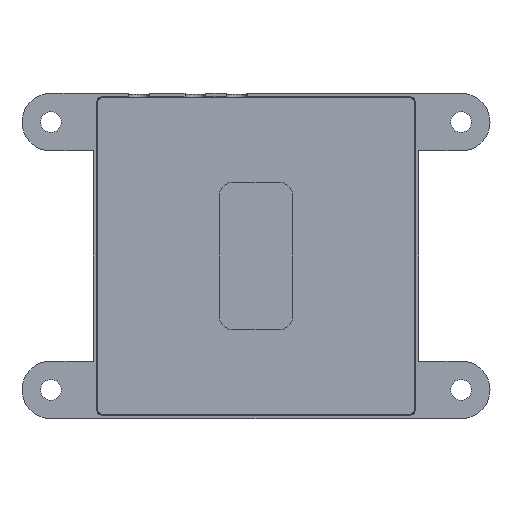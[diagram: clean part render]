
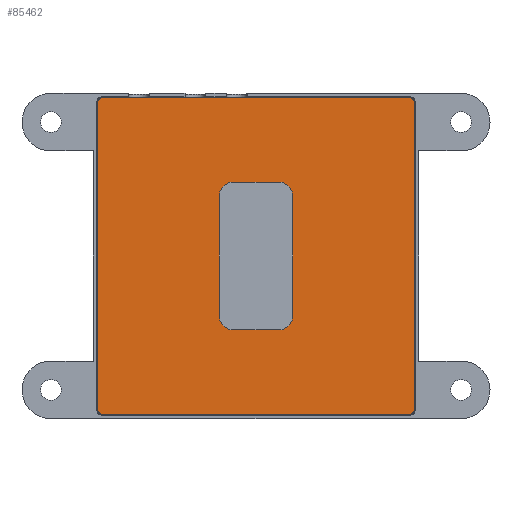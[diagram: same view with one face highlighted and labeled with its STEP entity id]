
A CAD part, front view. The second image highlights one B-rep face of the part: STEP entity #85462.
In plain terms, the highlighted planar face has unit normal (0, -1, 0).
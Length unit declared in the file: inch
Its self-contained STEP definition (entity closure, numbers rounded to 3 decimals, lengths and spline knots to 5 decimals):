
#504 = CARTESIAN_POINT ( 'NONE',  ( -1.07, 0., 1.05675 ) ) ;
#1204 = CARTESIAN_POINT ( 'NONE',  ( -1.03801, 0., -1.07 ) ) ;
#1830 = ORIENTED_EDGE ( 'NONE', *, *, #40029, .T. ) ;
#2232 = CARTESIAN_POINT ( 'NONE',  ( 1.03801, 0., 1.07 ) ) ;
#2405 = EDGE_CURVE ( 'NONE', #26074, #29825, #18961, .T. ) ;
#4966 = DIRECTION ( 'NONE',  ( 0., 0., 1. ) ) ;
#7433 = LINE ( 'NONE', #59988, #81447 ) ;
#7710 = CARTESIAN_POINT ( 'NONE',  ( 1.03801, 0., 1.07 ) ) ;
#8028 = LINE ( 'NONE', #57764, #84354 ) ;
#8811 = CARTESIAN_POINT ( 'NONE',  ( 1.07, 0., 1.03801 ) ) ;
#8936 = EDGE_CURVE ( 'NONE', #27250, #64701, #13515, .T. ) ;
#9913 = DIRECTION ( 'NONE',  ( 0., 0., 1. ) ) ;
#13080 = EDGE_LOOP ( 'NONE', ( #43937, #46438, #89053, #25994, #65229, #71359, #53741, #1830 ) ) ;
#13263 =( BOUNDED_CURVE ( )  B_SPLINE_CURVE ( 3, ( #75637, #24175, #46182, #52984 ),
 .UNSPECIFIED., .F., .F. ) 
 B_SPLINE_CURVE_WITH_KNOTS ( ( 4, 4 ),
 ( 5.49813, 7.06824 ),
 .UNSPECIFIED. ) 
 CURVE ( )  GEOMETRIC_REPRESENTATION_ITEM ( )  RATIONAL_B_SPLINE_CURVE ( ( 1., 0.805, 0.805, 1. ) ) 
 REPRESENTATION_ITEM ( '' )  );
#13515 =( BOUNDED_CURVE ( )  B_SPLINE_CURVE ( 3, ( #90060, #81712, #44832, #1204 ),
 .UNSPECIFIED., .F., .F. ) 
 B_SPLINE_CURVE_WITH_KNOTS ( ( 4, 4 ),
 ( 5.49813, 7.06824 ),
 .UNSPECIFIED. ) 
 CURVE ( )  GEOMETRIC_REPRESENTATION_ITEM ( )  RATIONAL_B_SPLINE_CURVE ( ( 1., 0.805, 0.805, 1. ) ) 
 REPRESENTATION_ITEM ( '' )  );
#14169 = CARTESIAN_POINT ( 'NONE',  ( 1.05675, 0., 1.07 ) ) ;
#17390 = EDGE_CURVE ( 'NONE', #86414, #29825, #7433, .T. ) ;
#18961 =( BOUNDED_CURVE ( )  B_SPLINE_CURVE ( 3, ( #22178, #29601, #14169, #7710 ),
 .UNSPECIFIED., .F., .T. ) 
 B_SPLINE_CURVE_WITH_KNOTS ( ( 4, 4 ),
 ( 5.49813, 7.06824 ),
 .UNSPECIFIED. ) 
 CURVE ( )  GEOMETRIC_REPRESENTATION_ITEM ( )  RATIONAL_B_SPLINE_CURVE ( ( 1., 0.805, 0.805, 1. ) ) 
 REPRESENTATION_ITEM ( '' )  );
#21211 = EDGE_CURVE ( 'NONE', #27250, #40651, #57199, .T. ) ;
#22178 = CARTESIAN_POINT ( 'NONE',  ( 1.07, 0., 1.03801 ) ) ;
#22567 = AXIS2_PLACEMENT_3D ( 'NONE', #85416, #56925, #4966 ) ;
#23999 = CARTESIAN_POINT ( 'NONE',  ( 1.07, 0., -1.03801 ) ) ;
#24040 = FACE_OUTER_BOUND ( 'NONE', #13080, .T. ) ;
#24175 = CARTESIAN_POINT ( 'NONE',  ( 1.05675, 0., -1.07 ) ) ;
#25994 = ORIENTED_EDGE ( 'NONE', *, *, #75343, .T. ) ;
#26074 = VERTEX_POINT ( 'NONE', #8811 ) ;
#27250 = VERTEX_POINT ( 'NONE', #31704 ) ;
#28791 = CARTESIAN_POINT ( 'NONE',  ( 1.03801, 0., -1.07 ) ) ;
#29529 = CARTESIAN_POINT ( 'NONE',  ( -1.03801, 0., 1.07 ) ) ;
#29601 = CARTESIAN_POINT ( 'NONE',  ( 1.07, 0., 1.05675 ) ) ;
#29825 = VERTEX_POINT ( 'NONE', #2232 ) ;
#31704 = CARTESIAN_POINT ( 'NONE',  ( -1.07, 0., -1.03801 ) ) ;
#36701 = CARTESIAN_POINT ( 'NONE',  ( -1.07, 0., -1.07 ) ) ;
#37532 = CARTESIAN_POINT ( 'NONE',  ( -1.03801, 0., 1.07 ) ) ;
#39048 = VECTOR ( 'NONE', #80738, 39.37008 ) ;
#39852 =( BOUNDED_CURVE ( )  B_SPLINE_CURVE ( 3, ( #29529, #88374, #504, #59647 ),
 .UNSPECIFIED., .F., .F. ) 
 B_SPLINE_CURVE_WITH_KNOTS ( ( 4, 4 ),
 ( 5.49813, 7.06824 ),
 .UNSPECIFIED. ) 
 CURVE ( )  GEOMETRIC_REPRESENTATION_ITEM ( )  RATIONAL_B_SPLINE_CURVE ( ( 1., 0.805, 0.805, 1. ) ) 
 REPRESENTATION_ITEM ( '' )  );
#40029 = EDGE_CURVE ( 'NONE', #86414, #40651, #39852, .T. ) ;
#40651 = VERTEX_POINT ( 'NONE', #74257 ) ;
#43937 = ORIENTED_EDGE ( 'NONE', *, *, #21211, .F. ) ;
#44832 = CARTESIAN_POINT ( 'NONE',  ( -1.05675, 0., -1.07 ) ) ;
#46182 = CARTESIAN_POINT ( 'NONE',  ( 1.07, 0., -1.05675 ) ) ;
#46438 = ORIENTED_EDGE ( 'NONE', *, *, #8936, .T. ) ;
#52250 = DIRECTION ( 'NONE',  ( 0., 0., -1. ) ) ;
#52984 = CARTESIAN_POINT ( 'NONE',  ( 1.07, 0., -1.03801 ) ) ;
#53741 = ORIENTED_EDGE ( 'NONE', *, *, #17390, .F. ) ;
#56925 = DIRECTION ( 'NONE',  ( 0., 1., 0. ) ) ;
#57199 = LINE ( 'NONE', #69383, #71127 ) ;
#57764 = CARTESIAN_POINT ( 'NONE',  ( 1.07, 0., -1.07 ) ) ;
#59326 = EDGE_CURVE ( 'NONE', #26074, #61241, #8028, .T. ) ;
#59647 = CARTESIAN_POINT ( 'NONE',  ( -1.07, 0., 1.03801 ) ) ;
#59988 = CARTESIAN_POINT ( 'NONE',  ( -1.07, 0., 1.07 ) ) ;
#61241 = VERTEX_POINT ( 'NONE', #23999 ) ;
#64701 = VERTEX_POINT ( 'NONE', #91839 ) ;
#65229 = ORIENTED_EDGE ( 'NONE', *, *, #59326, .F. ) ;
#69383 = CARTESIAN_POINT ( 'NONE',  ( -1.07, 0., -1.07 ) ) ;
#71127 = VECTOR ( 'NONE', #9913, 39.37008 ) ;
#71359 = ORIENTED_EDGE ( 'NONE', *, *, #2405, .T. ) ;
#74257 = CARTESIAN_POINT ( 'NONE',  ( -1.07, 0., 1.03801 ) ) ;
#74963 = EDGE_CURVE ( 'NONE', #91490, #64701, #95696, .T. ) ;
#75343 = EDGE_CURVE ( 'NONE', #91490, #61241, #13263, .T. ) ;
#75637 = CARTESIAN_POINT ( 'NONE',  ( 1.03801, 0., -1.07 ) ) ;
#80738 = DIRECTION ( 'NONE',  ( -1., 0., 0. ) ) ;
#81447 = VECTOR ( 'NONE', #89696, 39.37008 ) ;
#81712 = CARTESIAN_POINT ( 'NONE',  ( -1.07, 0., -1.05675 ) ) ;
#84354 = VECTOR ( 'NONE', #52250, 39.37008 ) ;
#85416 = CARTESIAN_POINT ( 'NONE',  ( -1.07, 0., 1.07 ) ) ;
#85462 = ADVANCED_FACE ( 'NONE', ( #24040 ), #85728, .F. ) ;
#85728 = PLANE ( 'NONE',  #22567 ) ;
#86414 = VERTEX_POINT ( 'NONE', #37532 ) ;
#88374 = CARTESIAN_POINT ( 'NONE',  ( -1.05675, 0., 1.07 ) ) ;
#89053 = ORIENTED_EDGE ( 'NONE', *, *, #74963, .F. ) ;
#89696 = DIRECTION ( 'NONE',  ( 1., 0., 0. ) ) ;
#90060 = CARTESIAN_POINT ( 'NONE',  ( -1.07, 0., -1.03801 ) ) ;
#91490 = VERTEX_POINT ( 'NONE', #28791 ) ;
#91839 = CARTESIAN_POINT ( 'NONE',  ( -1.03801, 0., -1.07 ) ) ;
#95696 = LINE ( 'NONE', #36701, #39048 ) ;
